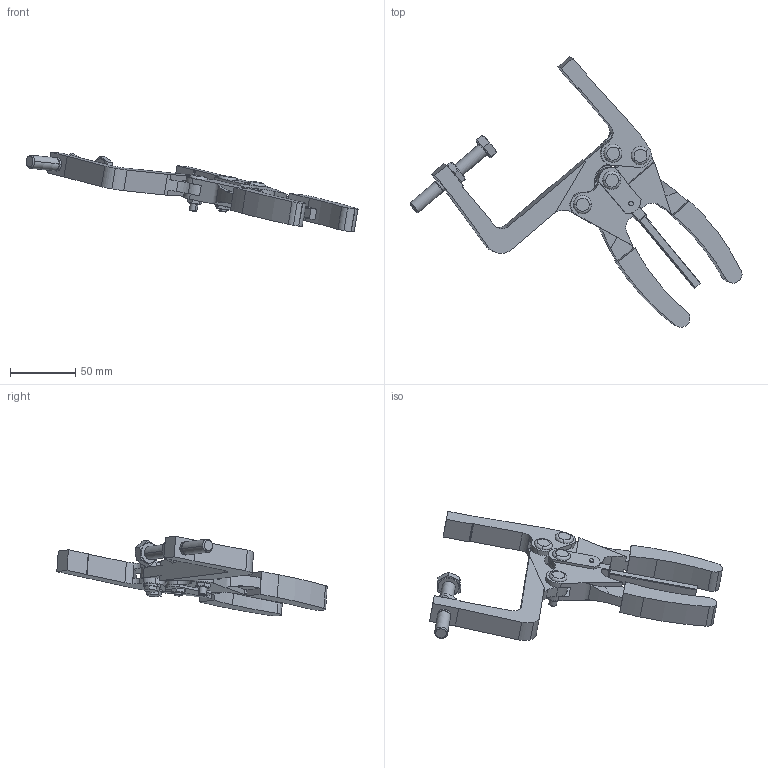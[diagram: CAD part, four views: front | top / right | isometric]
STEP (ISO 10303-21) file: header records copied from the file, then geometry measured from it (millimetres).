
FILE_DESCRIPTION((''),'2;1');
FILE_NAME('P51_4.stp','2006-07-11T15:23:31',('Matthew'),(''),'Autodesk Inventor 8','Autodesk Inventor 8','');
FILE_SCHEMA(('AUTOMOTIVE_DESIGN { 1 0 10303 214 1 1 1 1 }'));
Length unit declared in the file: millimetre
Products named in the file (8): P51_4; P51_41; P51_42; P51_43; P51_44; P51_45; P51_46; P51_47
Assembly tree (7 placements, depth 2):
  P51_4
    P51_41
    P51_42
    P51_43
    P51_44
    P51_45
    P51_46
    P51_47
Bounding box: 253.6 x 206.51 x 60.83 mm (x, y, z)
Volume: 150082 mm3; surface area: 56862.8 mm2
Topology: 7 solids, 7 shells, 360 faces, 908 edges, 592 vertices
Faces by surface type: plane 143, cylinder 108, bspline 75, cone 30, torus 4
Entity records: 11842 total; most frequent: CARTESIAN_POINT 3058, ORIENTED_EDGE 1808, DIRECTION 1796, EDGE_CURVE 904, AXIS2_PLACEMENT_3D 660, VERTEX_POINT 592, VECTOR 476, LINE 476
